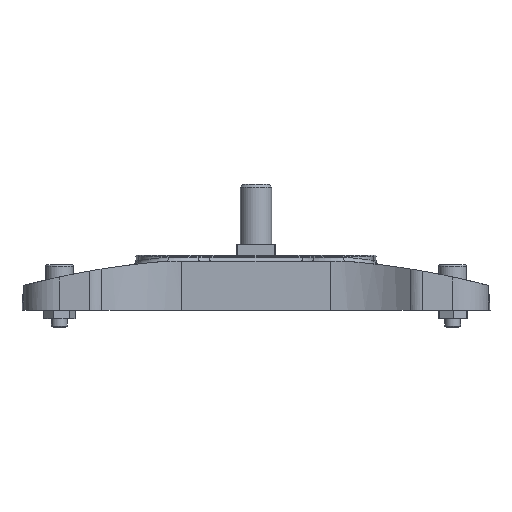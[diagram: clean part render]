
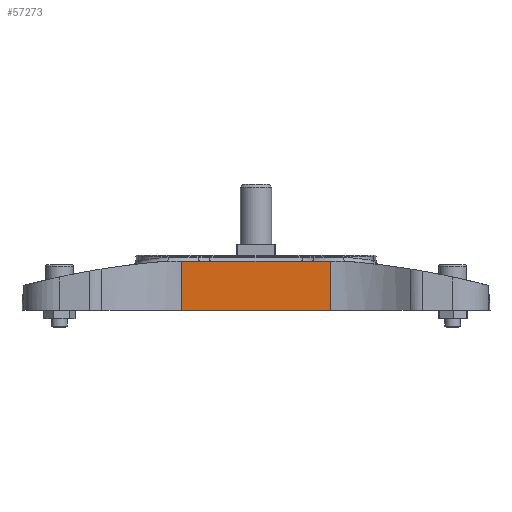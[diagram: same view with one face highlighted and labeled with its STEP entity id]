
A CAD part, left-side view. The second image highlights one B-rep face of the part: STEP entity #57273.
In plain terms, the highlighted planar face has unit normal (-1, 0, 0).
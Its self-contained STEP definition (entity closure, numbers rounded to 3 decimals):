
#2623 = PLANE('',#2624);
#2624 = AXIS2_PLACEMENT_3D('',#2625,#2626,#2627);
#2625 = CARTESIAN_POINT('',(60.,56.993,0.));
#2626 = DIRECTION('',(0.,0.,1.));
#2627 = DIRECTION('',(1.,0.,-0.));
#10974 = CYLINDRICAL_SURFACE('',#10975,30.949);
#10975 = AXIS2_PLACEMENT_3D('',#10976,#10977,#10978);
#10976 = CARTESIAN_POINT('',(-80.907,18.482,20.));
#10977 = DIRECTION('',(0.,0.,-1.));
#10978 = DIRECTION('',(-1.,0.,0.));
#11024 = PLANE('',#11025);
#11025 = AXIS2_PLACEMENT_3D('',#11026,#11027,#11028);
#11026 = CARTESIAN_POINT('',(60.,22.522,12.5));
#11027 = DIRECTION('',(0.,0.,-1.));
#11028 = DIRECTION('',(-1.,0.,0.));
#12107 = CYLINDRICAL_SURFACE('',#12108,30.949);
#12108 = AXIS2_PLACEMENT_3D('',#12109,#12110,#12111);
#12109 = CARTESIAN_POINT('',(-80.907,-18.482,20.));
#12110 = DIRECTION('',(0.,0.,-1.));
#12111 = DIRECTION('',(-1.,0.,0.));
#57019 = VERTEX_POINT('',#57020);
#57020 = CARTESIAN_POINT('',(-49.959,18.834,12.5));
#57042 = EDGE_CURVE('',#57019,#57043,#57045,.T.);
#57043 = VERTEX_POINT('',#57044);
#57044 = CARTESIAN_POINT('',(-49.959,-18.834,12.5));
#57045 = SURFACE_CURVE('',#57046,(#57050,#57057),.PCURVE_S1.);
#57046 = LINE('',#57047,#57048);
#57047 = CARTESIAN_POINT('',(-49.959,22.522,12.5));
#57048 = VECTOR('',#57049,1.);
#57049 = DIRECTION('',(0.,-1.,0.));
#57050 = PCURVE('',#11024,#57051);
#57051 = DEFINITIONAL_REPRESENTATION('',(#57052),#57056);
#57052 = LINE('',#57053,#57054);
#57053 = CARTESIAN_POINT('',(109.959,0.));
#57054 = VECTOR('',#57055,1.);
#57055 = DIRECTION('',(0.,-1.));
#57056 = ( GEOMETRIC_REPRESENTATION_CONTEXT(2) 
PARAMETRIC_REPRESENTATION_CONTEXT() REPRESENTATION_CONTEXT('2D SPACE',''
  ) );
#57057 = PCURVE('',#57058,#57063);
#57058 = PLANE('',#57059);
#57059 = AXIS2_PLACEMENT_3D('',#57060,#57061,#57062);
#57060 = CARTESIAN_POINT('',(-49.959,18.834,20.));
#57061 = DIRECTION('',(1.,0.,0.));
#57062 = DIRECTION('',(0.,0.,-1.));
#57063 = DEFINITIONAL_REPRESENTATION('',(#57064),#57068);
#57064 = LINE('',#57065,#57066);
#57065 = CARTESIAN_POINT('',(7.5,3.689));
#57066 = VECTOR('',#57067,1.);
#57067 = DIRECTION('',(0.,-1.));
#57068 = ( GEOMETRIC_REPRESENTATION_CONTEXT(2) 
PARAMETRIC_REPRESENTATION_CONTEXT() REPRESENTATION_CONTEXT('2D SPACE',''
  ) );
#57229 = VERTEX_POINT('',#57230);
#57230 = CARTESIAN_POINT('',(-49.959,-18.834,0.));
#57252 = EDGE_CURVE('',#57043,#57229,#57253,.T.);
#57253 = SURFACE_CURVE('',#57254,(#57258,#57265),.PCURVE_S1.);
#57254 = LINE('',#57255,#57256);
#57255 = CARTESIAN_POINT('',(-49.959,-18.834,20.));
#57256 = VECTOR('',#57257,1.);
#57257 = DIRECTION('',(0.,0.,-1.));
#57258 = PCURVE('',#12107,#57259);
#57259 = DEFINITIONAL_REPRESENTATION('',(#57260),#57264);
#57260 = LINE('',#57261,#57262);
#57261 = CARTESIAN_POINT('',(3.153,0.));
#57262 = VECTOR('',#57263,1.);
#57263 = DIRECTION('',(0.,1.));
#57264 = ( GEOMETRIC_REPRESENTATION_CONTEXT(2) 
PARAMETRIC_REPRESENTATION_CONTEXT() REPRESENTATION_CONTEXT('2D SPACE',''
  ) );
#57265 = PCURVE('',#57058,#57266);
#57266 = DEFINITIONAL_REPRESENTATION('',(#57267),#57271);
#57267 = LINE('',#57268,#57269);
#57268 = CARTESIAN_POINT('',(0.,-37.667));
#57269 = VECTOR('',#57270,1.);
#57270 = DIRECTION('',(1.,0.));
#57271 = ( GEOMETRIC_REPRESENTATION_CONTEXT(2) 
PARAMETRIC_REPRESENTATION_CONTEXT() REPRESENTATION_CONTEXT('2D SPACE',''
  ) );
#57273 = ADVANCED_FACE('',(#57274),#57058,.F.);
#57274 = FACE_BOUND('',#57275,.T.);
#57275 = EDGE_LOOP('',(#57276,#57299,#57320,#57321));
#57276 = ORIENTED_EDGE('',*,*,#57277,.T.);
#57277 = EDGE_CURVE('',#57019,#57278,#57280,.T.);
#57278 = VERTEX_POINT('',#57279);
#57279 = CARTESIAN_POINT('',(-49.959,18.834,0.));
#57280 = SURFACE_CURVE('',#57281,(#57285,#57292),.PCURVE_S1.);
#57281 = LINE('',#57282,#57283);
#57282 = CARTESIAN_POINT('',(-49.959,18.834,20.));
#57283 = VECTOR('',#57284,1.);
#57284 = DIRECTION('',(0.,0.,-1.));
#57285 = PCURVE('',#57058,#57286);
#57286 = DEFINITIONAL_REPRESENTATION('',(#57287),#57291);
#57287 = LINE('',#57288,#57289);
#57288 = CARTESIAN_POINT('',(0.,0.));
#57289 = VECTOR('',#57290,1.);
#57290 = DIRECTION('',(1.,0.));
#57291 = ( GEOMETRIC_REPRESENTATION_CONTEXT(2) 
PARAMETRIC_REPRESENTATION_CONTEXT() REPRESENTATION_CONTEXT('2D SPACE',''
  ) );
#57292 = PCURVE('',#10974,#57293);
#57293 = DEFINITIONAL_REPRESENTATION('',(#57294),#57298);
#57294 = LINE('',#57295,#57296);
#57295 = CARTESIAN_POINT('',(3.13,0.));
#57296 = VECTOR('',#57297,1.);
#57297 = DIRECTION('',(0.,1.));
#57298 = ( GEOMETRIC_REPRESENTATION_CONTEXT(2) 
PARAMETRIC_REPRESENTATION_CONTEXT() REPRESENTATION_CONTEXT('2D SPACE',''
  ) );
#57299 = ORIENTED_EDGE('',*,*,#57300,.T.);
#57300 = EDGE_CURVE('',#57278,#57229,#57301,.T.);
#57301 = SURFACE_CURVE('',#57302,(#57306,#57313),.PCURVE_S1.);
#57302 = LINE('',#57303,#57304);
#57303 = CARTESIAN_POINT('',(-49.959,18.834,0.));
#57304 = VECTOR('',#57305,1.);
#57305 = DIRECTION('',(0.,-1.,0.));
#57306 = PCURVE('',#57058,#57307);
#57307 = DEFINITIONAL_REPRESENTATION('',(#57308),#57312);
#57308 = LINE('',#57309,#57310);
#57309 = CARTESIAN_POINT('',(20.,0.));
#57310 = VECTOR('',#57311,1.);
#57311 = DIRECTION('',(0.,-1.));
#57312 = ( GEOMETRIC_REPRESENTATION_CONTEXT(2) 
PARAMETRIC_REPRESENTATION_CONTEXT() REPRESENTATION_CONTEXT('2D SPACE',''
  ) );
#57313 = PCURVE('',#2623,#57314);
#57314 = DEFINITIONAL_REPRESENTATION('',(#57315),#57319);
#57315 = LINE('',#57316,#57317);
#57316 = CARTESIAN_POINT('',(-109.959,-38.16));
#57317 = VECTOR('',#57318,1.);
#57318 = DIRECTION('',(0.,-1.));
#57319 = ( GEOMETRIC_REPRESENTATION_CONTEXT(2) 
PARAMETRIC_REPRESENTATION_CONTEXT() REPRESENTATION_CONTEXT('2D SPACE',''
  ) );
#57320 = ORIENTED_EDGE('',*,*,#57252,.F.);
#57321 = ORIENTED_EDGE('',*,*,#57042,.F.);
